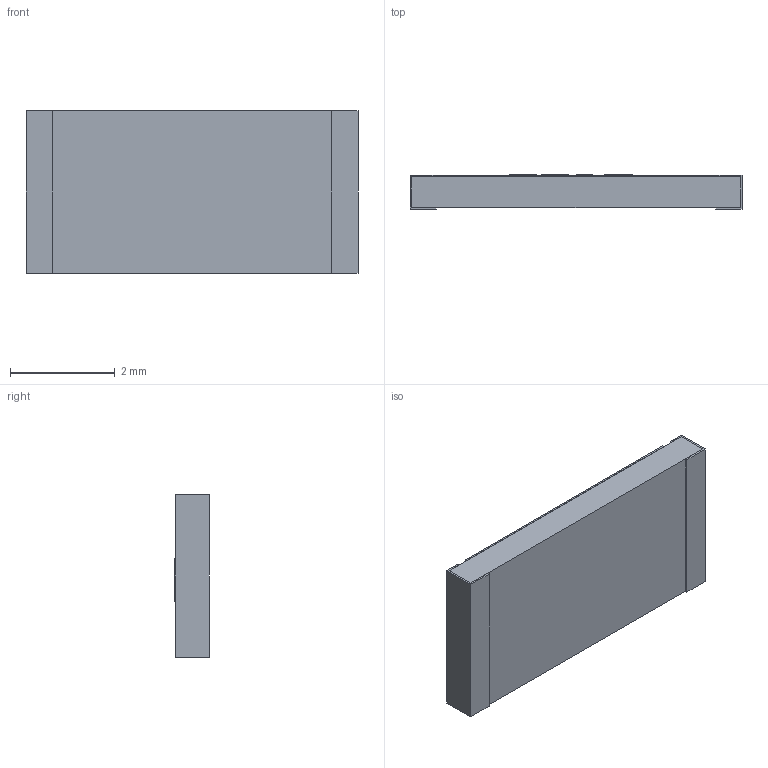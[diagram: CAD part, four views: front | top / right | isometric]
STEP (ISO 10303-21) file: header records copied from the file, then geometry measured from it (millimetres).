
FILE_DESCRIPTION(('HOOPS Exchange Step'),'2;1');
FILE_NAME('RC2512FK-0720RL.STP','2023-09-13T20:34:53+17:00',('RBI'),('None'),'HOOPS Exchange 2022.2','SOLIDWORKS MBD','None');
FILE_SCHEMA( ('AP242_MANAGED_MODEL_BASED_3D_ENGINEERING_MIM_LF {1 0 10303 442 1 1 4 }') );
Length unit declared in the file: millimetre
Products named in the file (1): Default
Bounding box: 6.35 x 0.66 x 3.1 mm (x, y, z)
Volume: 12.3 mm3; surface area: 103.2 mm2
Topology: 4 solids, 4 shells, 91 faces, 237 edges, 158 vertices
Faces by surface type: plane 71, bspline 20
Entity records: 3970 total; most frequent: CARTESIAN_POINT 1711, ORIENTED_EDGE 474, DIRECTION 347, EDGE_CURVE 237, VECTOR 197, LINE 197, VERTEX_POINT 158, EDGE_LOOP 95
